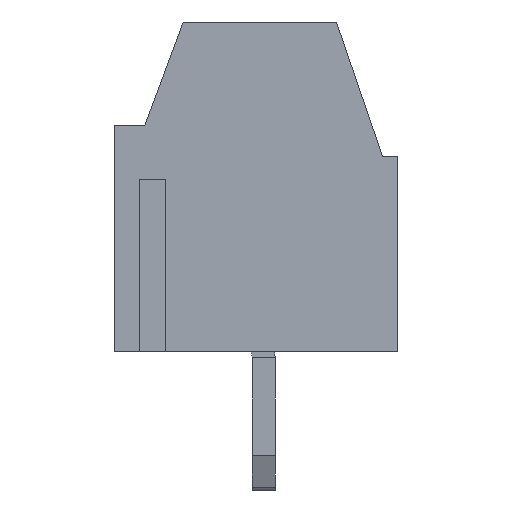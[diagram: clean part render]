
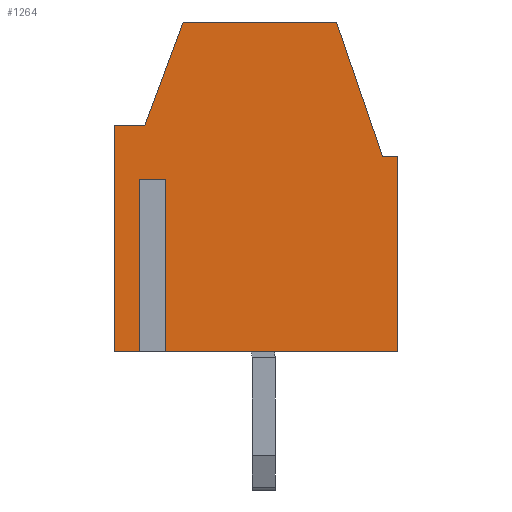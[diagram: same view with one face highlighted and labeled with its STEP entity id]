
A CAD part, left-side view. The second image highlights one B-rep face of the part: STEP entity #1264.
In plain terms, the highlighted planar face has unit normal (-1, 0, 0).
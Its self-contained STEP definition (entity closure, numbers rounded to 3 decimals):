
#1264=ADVANCED_FACE('',(#4515),#4517,.T.);
#4515=FACE_BOUND('',#4516,.T.);
#4516=EDGE_LOOP('',(#7055,#7056,#7057,#7058,#7059,#7060,#7061,#7062,#7063,#7064,
#7065,#7066));
#4517=PLANE('',#4518);
#4518=AXIS2_PLACEMENT_3D('',#4519,#4520,#4521);
#4519=CARTESIAN_POINT('',(-1.75,0.,0.));
#4520=DIRECTION('',(-1.,0.,0.));
#4521=DIRECTION('',(0.,0.,-1.));
#7055=ORIENTED_EDGE('',*,*,#8848,.F.);
#7056=ORIENTED_EDGE('',*,*,#8849,.F.);
#7057=ORIENTED_EDGE('',*,*,#8850,.F.);
#7058=ORIENTED_EDGE('',*,*,#8851,.T.);
#7059=ORIENTED_EDGE('',*,*,#8852,.T.);
#7060=ORIENTED_EDGE('',*,*,#8853,.T.);
#7061=ORIENTED_EDGE('',*,*,#8854,.T.);
#7062=ORIENTED_EDGE('',*,*,#8683,.T.);
#7063=ORIENTED_EDGE('',*,*,#8834,.T.);
#7064=ORIENTED_EDGE('',*,*,#8855,.T.);
#7065=ORIENTED_EDGE('',*,*,#8856,.T.);
#7066=ORIENTED_EDGE('',*,*,#8857,.T.);
#8683=EDGE_CURVE('',#9682,#9680,#9683,.T.);
#8834=EDGE_CURVE('',#9680,#9953,#9955,.T.);
#8848=EDGE_CURVE('',#9981,#9982,#9983,.T.);
#8849=EDGE_CURVE('',#9984,#9981,#9985,.F.);
#8850=EDGE_CURVE('',#9986,#9984,#9987,.T.);
#8851=EDGE_CURVE('',#9986,#9988,#9989,.T.);
#8852=EDGE_CURVE('',#9988,#9990,#9991,.T.);
#8853=EDGE_CURVE('',#9990,#9992,#9993,.T.);
#8854=EDGE_CURVE('',#9992,#9682,#9994,.T.);
#8855=EDGE_CURVE('',#9953,#9995,#9996,.T.);
#8856=EDGE_CURVE('',#9995,#9997,#9998,.T.);
#8857=EDGE_CURVE('',#9997,#9982,#9999,.T.);
#9680=VERTEX_POINT('',#11288);
#9682=VERTEX_POINT('',#11292);
#9683=LINE('',#11293,#11294);
#9953=VERTEX_POINT('',#11885);
#9955=LINE('',#11889,#11890);
#9981=VERTEX_POINT('',#11943);
#9982=VERTEX_POINT('',#11944);
#9983=LINE('',#11945,#11946);
#9984=VERTEX_POINT('',#11948);
#9985=LINE('',#11949,#11950);
#9986=VERTEX_POINT('',#11952);
#9987=LINE('',#11953,#11954);
#9988=VERTEX_POINT('',#11956);
#9989=LINE('',#11957,#11958);
#9990=VERTEX_POINT('',#11960);
#9991=LINE('',#11961,#11962);
#9992=VERTEX_POINT('',#11964);
#9993=LINE('',#11965,#11966);
#9994=LINE('',#11968,#11969);
#9995=VERTEX_POINT('',#11971);
#9996=LINE('',#11972,#11973);
#9997=VERTEX_POINT('',#11975);
#9998=LINE('',#11976,#11977);
#9999=LINE('',#11979,#11980);
#11288=CARTESIAN_POINT('',(-1.75,2.1,8.6));
#11292=CARTESIAN_POINT('',(-1.75,-1.9,8.6));
#11293=CARTESIAN_POINT('',(-1.75,-1.9,8.6));
#11294=VECTOR('',#11295,1.);
#11295=DIRECTION('',(0.,1.,0.));
#11885=CARTESIAN_POINT('',(-1.75,3.1,5.9));
#11889=CARTESIAN_POINT('',(-1.75,2.1,8.6));
#11890=VECTOR('',#11891,1.);
#11891=DIRECTION('',(0.,0.347,-0.938));
#11943=CARTESIAN_POINT('',(-1.75,3.15,4.5));
#11944=CARTESIAN_POINT('',(-1.75,3.15,0.));
#11945=CARTESIAN_POINT('',(-1.75,3.15,4.5));
#11946=VECTOR('',#11947,1.);
#11947=DIRECTION('',(0.,0.,-1.));
#11948=CARTESIAN_POINT('',(-1.75,2.65,4.5));
#11949=CARTESIAN_POINT('',(-1.75,3.15,4.5));
#11950=VECTOR('',#11951,1.);
#11951=DIRECTION('',(0.,-1.,0.));
#11952=CARTESIAN_POINT('',(-1.75,2.65,0.));
#11953=CARTESIAN_POINT('',(-1.75,2.65,0.));
#11954=VECTOR('',#11955,1.);
#11955=DIRECTION('',(0.,0.,1.));
#11956=CARTESIAN_POINT('',(-1.75,-3.5,0.));
#11957=CARTESIAN_POINT('',(-1.75,2.65,0.));
#11958=VECTOR('',#11959,1.);
#11959=DIRECTION('',(0.,-1.,0.));
#11960=CARTESIAN_POINT('',(-1.75,-3.5,5.1));
#11961=CARTESIAN_POINT('',(-1.75,-3.5,0.));
#11962=VECTOR('',#11963,1.);
#11963=DIRECTION('',(0.,0.,1.));
#11964=CARTESIAN_POINT('',(-1.75,-3.1,5.1));
#11965=CARTESIAN_POINT('',(-1.75,-3.5,5.1));
#11966=VECTOR('',#11967,1.);
#11967=DIRECTION('',(0.,1.,0.));
#11968=CARTESIAN_POINT('',(-1.75,-3.1,5.1));
#11969=VECTOR('',#11970,1.);
#11970=DIRECTION('',(0.,0.324,0.946));
#11971=CARTESIAN_POINT('',(-1.75,3.9,5.9));
#11972=CARTESIAN_POINT('',(-1.75,3.1,5.9));
#11973=VECTOR('',#11974,1.);
#11974=DIRECTION('',(0.,1.,0.));
#11975=CARTESIAN_POINT('',(-1.75,3.9,0.));
#11976=CARTESIAN_POINT('',(-1.75,3.9,5.9));
#11977=VECTOR('',#11978,1.);
#11978=DIRECTION('',(0.,0.,-1.));
#11979=CARTESIAN_POINT('',(-1.75,3.9,0.));
#11980=VECTOR('',#11981,1.);
#11981=DIRECTION('',(0.,-1.,0.));
